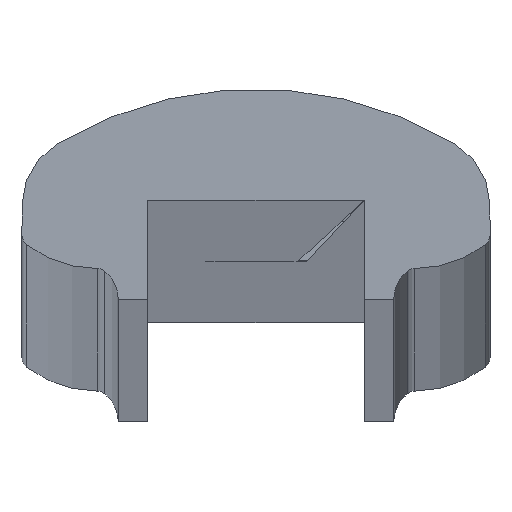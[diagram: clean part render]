
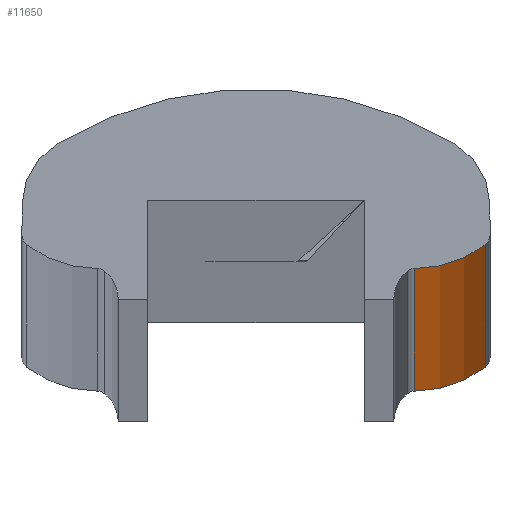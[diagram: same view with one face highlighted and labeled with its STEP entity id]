
A CAD part, top view. The second image highlights one B-rep face of the part: STEP entity #11650.
In plain terms, the highlighted cylindrical face has radius 10 mm (diameter 20 mm), a partial arc.
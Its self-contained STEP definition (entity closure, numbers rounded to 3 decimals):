
#369 = AXIS2_PLACEMENT_3D ( 'NONE', #4153, #1140, #1300 ) ;
#494 = CIRCLE ( 'NONE', #1058, 10. ) ;
#509 = LINE ( 'NONE', #5669, #7873 ) ;
#751 = DIRECTION ( 'NONE',  ( 0., 0., 1. ) ) ;
#776 = LINE ( 'NONE', #4834, #10659 ) ;
#890 = EDGE_CURVE ( 'NONE', #10534, #11539, #494, .T. ) ;
#1002 = CARTESIAN_POINT ( 'NONE',  ( 19.607, 4.684, 3000. ) ) ;
#1058 = AXIS2_PLACEMENT_3D ( 'NONE', #4409, #751, #7465 ) ;
#1140 = DIRECTION ( 'NONE',  ( 0., 0., 1. ) ) ;
#1157 = DIRECTION ( 'NONE',  ( 0., 0., 1. ) ) ;
#1300 = DIRECTION ( 'NONE',  ( 1., 0., 0. ) ) ;
#2222 = AXIS2_PLACEMENT_3D ( 'NONE', #4330, #6366, #7386 ) ;
#2252 = EDGE_CURVE ( 'NONE', #11539, #8043, #776, .T. ) ;
#2579 = ORIENTED_EDGE ( 'NONE', *, *, #890, .T. ) ;
#2835 = CARTESIAN_POINT ( 'NONE',  ( 13.541, 2.635, 3000. ) ) ;
#2920 = ORIENTED_EDGE ( 'NONE', *, *, #12031, .F. ) ;
#2947 = DIRECTION ( 'NONE',  ( 0., 0., 1. ) ) ;
#4153 = CARTESIAN_POINT ( 'NONE',  ( 13.541, 12.635, -3000. ) ) ;
#4238 = ORIENTED_EDGE ( 'NONE', *, *, #8500, .F. ) ;
#4275 = CYLINDRICAL_SURFACE ( 'NONE', #369, 10. ) ;
#4330 = CARTESIAN_POINT ( 'NONE',  ( 13.541, 12.635, 3000. ) ) ;
#4409 = CARTESIAN_POINT ( 'NONE',  ( 13.541, 12.635, -3000. ) ) ;
#4834 = CARTESIAN_POINT ( 'NONE',  ( 19.607, 4.684, -3000. ) ) ;
#5669 = CARTESIAN_POINT ( 'NONE',  ( 13.541, 2.635, -3000. ) ) ;
#6366 = DIRECTION ( 'NONE',  ( 0., 0., 1. ) ) ;
#7386 = DIRECTION ( 'NONE',  ( 1., 0., 0. ) ) ;
#7465 = DIRECTION ( 'NONE',  ( 1., 0., 0. ) ) ;
#7873 = VECTOR ( 'NONE', #2947, 1000. ) ;
#8043 = VERTEX_POINT ( 'NONE', #1002 ) ;
#8500 = EDGE_CURVE ( 'NONE', #10511, #8043, #8955, .T. ) ;
#8955 = CIRCLE ( 'NONE', #2222, 10. ) ;
#9499 = CARTESIAN_POINT ( 'NONE',  ( 13.541, 2.635, -3000. ) ) ;
#9936 = FACE_OUTER_BOUND ( 'NONE', #11919, .T. ) ;
#10061 = CARTESIAN_POINT ( 'NONE',  ( 19.607, 4.684, -3000. ) ) ;
#10511 = VERTEX_POINT ( 'NONE', #2835 ) ;
#10534 = VERTEX_POINT ( 'NONE', #9499 ) ;
#10659 = VECTOR ( 'NONE', #1157, 1000. ) ;
#10806 = ORIENTED_EDGE ( 'NONE', *, *, #2252, .T. ) ;
#11539 = VERTEX_POINT ( 'NONE', #10061 ) ;
#11650 = ADVANCED_FACE ( 'NONE', ( #9936 ), #4275, .T. ) ;
#11919 = EDGE_LOOP ( 'NONE', ( #4238, #2920, #2579, #10806 ) ) ;
#12031 = EDGE_CURVE ( 'NONE', #10534, #10511, #509, .T. ) ;
